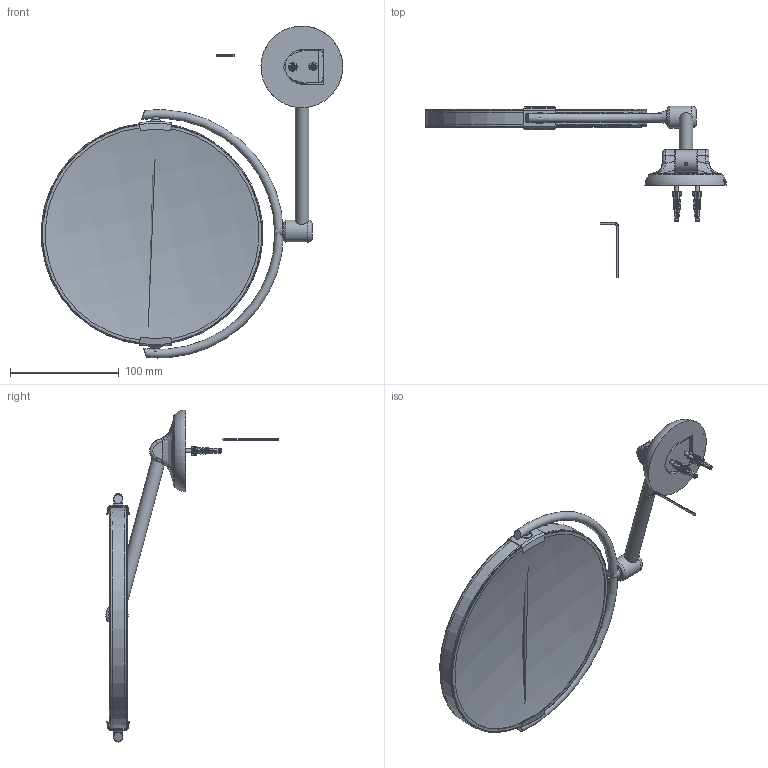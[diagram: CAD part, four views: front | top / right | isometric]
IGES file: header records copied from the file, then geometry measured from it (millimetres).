
Global section: file name: No Iges File Name specified; native system: Autodesk Inventor 2012; preprocessor: AutoDesk Inventor Iges Exporter R2012; author: sbajwa; date: 20130211.075914; units: millimetre
Bounding box: 276.63 x 158.2 x 304.83 mm (x, y, z)
Volume: 243713.1 mm3; surface area: 214595.2 mm2
Topology: 23 solids, 23 shells, 736 faces, 2003 edges, 1319 vertices
Faces by surface type: plane 508, revolution 91, cylinder 52, cone 32, bspline 29, torus 19, sphere 5
Full cylindrical faces by diameter (mm): 3.15 x2, 3.6 x2, 4 x4, 4.9 x1, 6 x1, 6.35 x2, 12.7 x4, 20.5 x1, 20.6 x1, 203 x1
